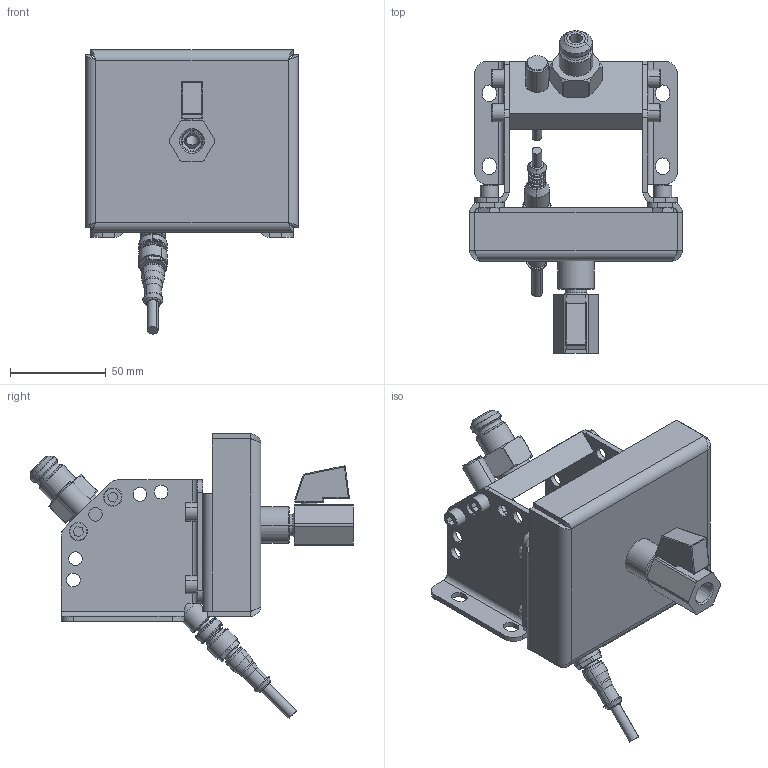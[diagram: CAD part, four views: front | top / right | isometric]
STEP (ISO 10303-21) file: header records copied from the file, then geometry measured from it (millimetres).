
FILE_DESCRIPTION((''),'2;1');
FILE_NAME('ILC56000807','2023-03-25T08:29:13',('Jweaver'),(''),'CREO PARAMETRIC BY PTC INC, 2021164','CREO PARAMETRIC BY PTC INC, 2021164','');
FILE_SCHEMA(('AUTOMOTIVE_DESIGN { 1 0 10303 214 1 1 1 1 }'));
Length unit declared in the file: inch
Products named in the file (1): ILC56000807
Bounding box: 111.02 x 168.35 x 148.46 mm (x, y, z)
Volume: 167362 mm3; surface area: 97784.1 mm2
Topology: 3 solids, 3 shells, 714 faces, 1672 edges, 1021 vertices
Faces by surface type: plane 279, cylinder 224, cone 174, torus 21, bspline 8, sphere 8
Entity records: 26486 total; most frequent: CARTESIAN_POINT 5711, DIRECTION 3586, ORIENTED_EDGE 3344, EDGE_CURVE 1672, AXIS2_PLACEMENT_3D 1380, VERTEX_POINT 1021, VECTOR 823, LINE 823
